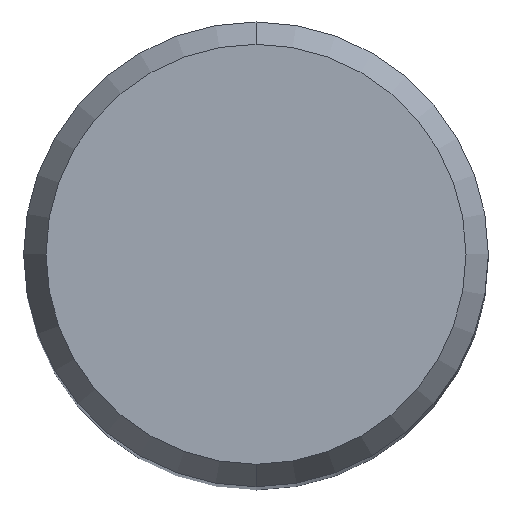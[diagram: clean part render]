
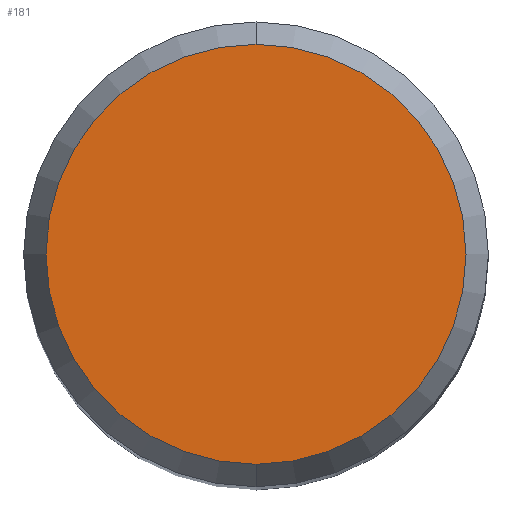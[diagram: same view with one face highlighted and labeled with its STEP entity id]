
A CAD part, top view. The second image highlights one B-rep face of the part: STEP entity #181.
In plain terms, the highlighted planar face has unit normal (0, 0, 1).
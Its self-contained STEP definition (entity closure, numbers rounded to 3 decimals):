
#181=ADVANCED_FACE('',(#396),#397,.T.);
#199=EDGE_CURVE('',#245,#279,#416,.T.);
#245=VERTEX_POINT('',#469);
#247=EDGE_CURVE('',#279,#245,#471,.T.);
#279=VERTEX_POINT('',#505);
#396=FACE_OUTER_BOUND('',#627,.T.);
#397=PLANE('',#628);
#416=CIRCLE('',#657,4.304);
#469=CARTESIAN_POINT('',(0.,-4.304,0.01));
#471=CIRCLE('',#722,4.304);
#505=CARTESIAN_POINT('',(0.0,4.304,0.01));
#627=EDGE_LOOP('',(#912,#913));
#628=AXIS2_PLACEMENT_3D('',#914,#915,#916);
#657=AXIS2_PLACEMENT_3D('',#930,#931,#932);
#722=AXIS2_PLACEMENT_3D('',#1011,#1012,#1013);
#912=ORIENTED_EDGE('',*,*,#247,.F.);
#913=ORIENTED_EDGE('',*,*,#199,.F.);
#914=CARTESIAN_POINT('',(0.0,2.152,0.01));
#915=DIRECTION('',(-0.0,0.0,1.0));
#916=DIRECTION('',(0.0,-1.0,0.0));
#930=CARTESIAN_POINT('',(0.0,0.0,0.01));
#931=DIRECTION('',(0.0,0.0,-1.0));
#932=DIRECTION('',(0.0,1.0,0.0));
#1011=CARTESIAN_POINT('',(0.0,0.0,0.01));
#1012=DIRECTION('',(0.0,0.0,-1.0));
#1013=DIRECTION('',(0.0,1.0,0.0));
